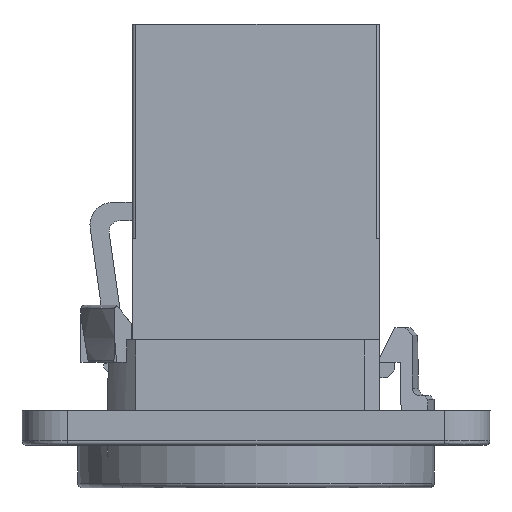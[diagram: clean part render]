
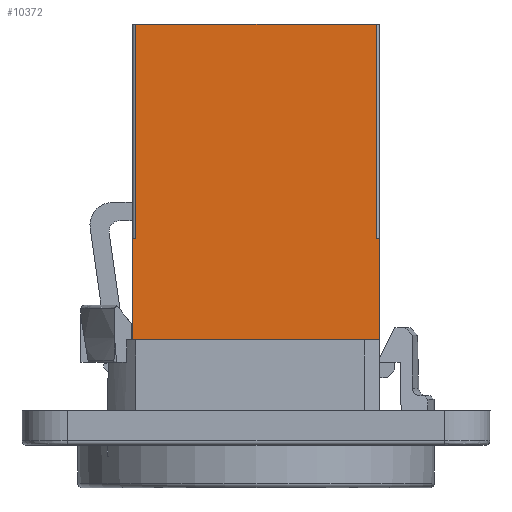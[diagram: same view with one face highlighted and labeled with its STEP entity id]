
A CAD part, left-side view. The second image highlights one B-rep face of the part: STEP entity #10372.
In plain terms, the highlighted planar face has unit normal (-1, 0, 0).
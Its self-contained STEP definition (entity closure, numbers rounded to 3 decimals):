
#30=(
BOUNDED_CURVE()
B_SPLINE_CURVE(2,(#16435,#16436,#16437),.UNSPECIFIED.,.F.,.F.)
B_SPLINE_CURVE_WITH_KNOTS((3,3),(0.47,0.941),
 .UNSPECIFIED.)
CURVE()
GEOMETRIC_REPRESENTATION_ITEM()
RATIONAL_B_SPLINE_CURVE((0.897,0.897,1.))
REPRESENTATION_ITEM('')
);
#1104=FACE_OUTER_BOUND('',#1656,.T.);
#1656=EDGE_LOOP('',(#8945,#8946,#8947,#8948,#8949,#8950,#8951,#8952,#8953,
#8954));
#2419=LINE('',#16452,#3478);
#2535=LINE('',#17621,#3594);
#2638=LINE('',#17823,#3697);
#2647=LINE('',#17842,#3706);
#2648=LINE('',#17848,#3707);
#2688=LINE('',#17937,#3747);
#2717=LINE('',#18010,#3776);
#2718=LINE('',#18011,#3777);
#2719=LINE('',#18012,#3778);
#3478=VECTOR('',#12344,16.2);
#3594=VECTOR('',#12696,0.038);
#3697=VECTOR('',#12877,6.7);
#3706=VECTOR('',#12894,0.25);
#3707=VECTOR('',#12899,0.25);
#3747=VECTOR('',#12997,14.2);
#3776=VECTOR('',#13072,15.9);
#3777=VECTOR('',#13073,11.4);
#3778=VECTOR('',#13074,14.2);
#4470=VERTEX_POINT('',#16433);
#4471=VERTEX_POINT('',#16434);
#4477=VERTEX_POINT('',#16451);
#4613=VERTEX_POINT('',#17620);
#4673=VERTEX_POINT('',#17822);
#4679=VERTEX_POINT('',#17840);
#4681=VERTEX_POINT('',#17845);
#4682=VERTEX_POINT('',#17847);
#4702=VERTEX_POINT('',#17935);
#4723=VERTEX_POINT('',#18009);
#5721=EDGE_CURVE('',#4470,#4471,#30,.T.);
#5728=EDGE_CURVE('',#4470,#4477,#2419,.T.);
#5953=EDGE_CURVE('',#4471,#4613,#2535,.T.);
#6056=EDGE_CURVE('',#4613,#4673,#2638,.T.);
#6066=EDGE_CURVE('',#4679,#4673,#2647,.T.);
#6068=EDGE_CURVE('',#4682,#4681,#2648,.T.);
#6113=EDGE_CURVE('',#4679,#4702,#2688,.T.);
#6149=EDGE_CURVE('',#4723,#4702,#2717,.T.);
#6150=EDGE_CURVE('',#4477,#4682,#2718,.T.);
#6151=EDGE_CURVE('',#4723,#4681,#2719,.T.);
#8945=ORIENTED_EDGE('',*,*,#6149,.T.);
#8946=ORIENTED_EDGE('',*,*,#6113,.F.);
#8947=ORIENTED_EDGE('',*,*,#6066,.T.);
#8948=ORIENTED_EDGE('',*,*,#6056,.F.);
#8949=ORIENTED_EDGE('',*,*,#5953,.F.);
#8950=ORIENTED_EDGE('',*,*,#5721,.F.);
#8951=ORIENTED_EDGE('',*,*,#5728,.T.);
#8952=ORIENTED_EDGE('',*,*,#6150,.T.);
#8953=ORIENTED_EDGE('',*,*,#6068,.T.);
#8954=ORIENTED_EDGE('',*,*,#6151,.F.);
#9357=PLANE('',#10936);
#10372=ADVANCED_FACE('',(#1104),#9357,.T.);
#10936=AXIS2_PLACEMENT_3D('',#18008,#13070,#13071);
#12344=DIRECTION('',(0.,-1.,0.));
#12696=DIRECTION('',(0.,1.,0.));
#12877=DIRECTION('',(0.,0.,1.));
#12894=DIRECTION('',(0.,1.,0.));
#12899=DIRECTION('',(0.,1.,0.));
#12997=DIRECTION('',(0.,0.,1.));
#13070=DIRECTION('center_axis',(-1.,0.,0.));
#13071=DIRECTION('ref_axis',(0.,-1.,0.));
#13072=DIRECTION('',(0.,1.,0.));
#13073=DIRECTION('',(0.,0.,1.));
#13074=DIRECTION('',(0.,0.,-1.));
#16433=CARTESIAN_POINT('',(-17.307,11.228,-19.026));
#16434=CARTESIAN_POINT('',(-17.307,11.39,-14.326));
#16435=CARTESIAN_POINT('Ctrl Pts',(-17.307,11.228,-19.026));
#16436=CARTESIAN_POINT('Ctrl Pts',(-17.307,11.296,-19.026));
#16437=CARTESIAN_POINT('Ctrl Pts',(-17.307,11.39,-14.326));
#16451=CARTESIAN_POINT('',(-17.307,-4.972,-19.026));
#16452=CARTESIAN_POINT('',(-17.307,-0.872,-19.026));
#17620=CARTESIAN_POINT('',(-17.307,11.428,-14.326));
#17621=CARTESIAN_POINT('',(-17.307,7.941,-14.326));
#17822=CARTESIAN_POINT('',(-17.307,11.428,-7.626));
#17823=CARTESIAN_POINT('',(-17.307,11.428,-19.941));
#17840=CARTESIAN_POINT('',(-17.307,11.178,-7.626));
#17842=CARTESIAN_POINT('',(-17.307,13.328,-7.626));
#17845=CARTESIAN_POINT('',(-17.307,-4.722,-7.626));
#17847=CARTESIAN_POINT('',(-17.307,-4.972,-7.626));
#17848=CARTESIAN_POINT('',(-17.307,13.328,-7.626));
#17935=CARTESIAN_POINT('',(-17.307,11.178,6.574));
#17937=CARTESIAN_POINT('',(-17.307,11.178,8.874));
#18008=CARTESIAN_POINT('Origin',(-17.307,11.428,-24.126));
#18009=CARTESIAN_POINT('',(-17.307,-4.722,6.574));
#18010=CARTESIAN_POINT('',(-17.307,2.377,6.574));
#18011=CARTESIAN_POINT('',(-17.307,-4.972,-9.521));
#18012=CARTESIAN_POINT('',(-17.307,-4.722,8.874));
